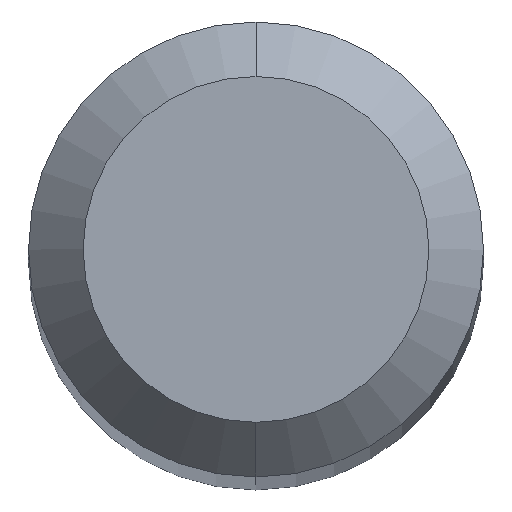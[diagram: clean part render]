
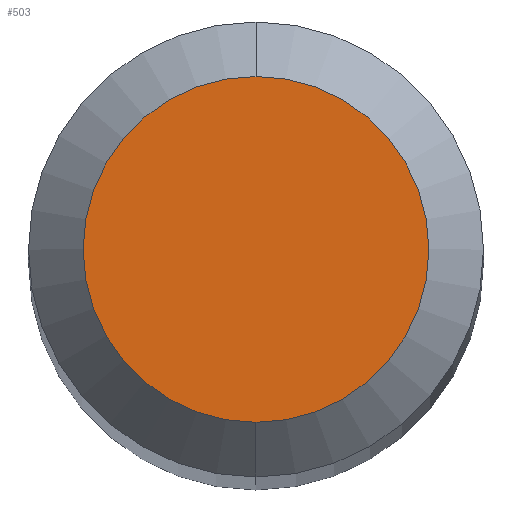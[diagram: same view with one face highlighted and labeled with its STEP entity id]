
A CAD part, top view. The second image highlights one B-rep face of the part: STEP entity #503.
In plain terms, the highlighted planar face has unit normal (0, 0, 1).
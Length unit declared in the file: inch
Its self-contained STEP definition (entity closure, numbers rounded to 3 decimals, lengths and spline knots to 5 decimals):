
#7 = PLANE ( 'NONE',  #114 ) ;
#22 = CIRCLE ( 'NONE', #47, 0.0475 ) ;
#38 = ORIENTED_EDGE ( 'NONE', *, *, #133, .T. ) ;
#41 = FACE_OUTER_BOUND ( 'NONE', #320, .T. ) ;
#47 = AXIS2_PLACEMENT_3D ( 'NONE', #103, #136, #379 ) ;
#58 = DIRECTION ( 'NONE',  ( 0., -1., 0. ) ) ;
#97 = CARTESIAN_POINT ( 'NONE',  ( 0., 0., 0. ) ) ;
#103 = CARTESIAN_POINT ( 'NONE',  ( 0., 0., 0. ) ) ;
#113 = CIRCLE ( 'NONE', #260, 0.0475 ) ;
#114 = AXIS2_PLACEMENT_3D ( 'NONE', #152, #478, #327 ) ;
#126 = EDGE_CURVE ( 'NONE', #232, #172, #113, .T. ) ;
#131 = DIRECTION ( 'NONE',  ( 0., 0., 1. ) ) ;
#133 = EDGE_CURVE ( 'NONE', #172, #232, #22, .T. ) ;
#136 = DIRECTION ( 'NONE',  ( 0., 0., 1. ) ) ;
#152 = CARTESIAN_POINT ( 'NONE',  ( 0., 0.0475, 0. ) ) ;
#172 = VERTEX_POINT ( 'NONE', #500 ) ;
#232 = VERTEX_POINT ( 'NONE', #432 ) ;
#260 = AXIS2_PLACEMENT_3D ( 'NONE', #97, #131, #58 ) ;
#320 = EDGE_LOOP ( 'NONE', ( #38, #499 ) ) ;
#327 = DIRECTION ( 'NONE',  ( 0., 1., 0. ) ) ;
#379 = DIRECTION ( 'NONE',  ( 0., -1., 0. ) ) ;
#432 = CARTESIAN_POINT ( 'NONE',  ( 0., -0.0475, 0. ) ) ;
#478 = DIRECTION ( 'NONE',  ( 0., 0., -1. ) ) ;
#499 = ORIENTED_EDGE ( 'NONE', *, *, #126, .T. ) ;
#500 = CARTESIAN_POINT ( 'NONE',  ( 0., 0.0475, 0. ) ) ;
#503 = ADVANCED_FACE ( 'NONE', ( #41 ), #7, .F. ) ;
